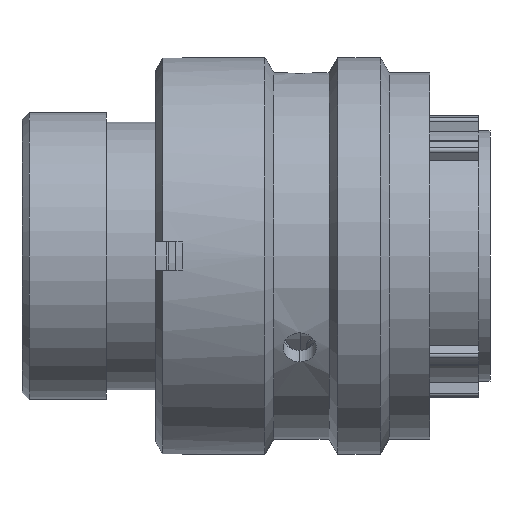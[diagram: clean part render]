
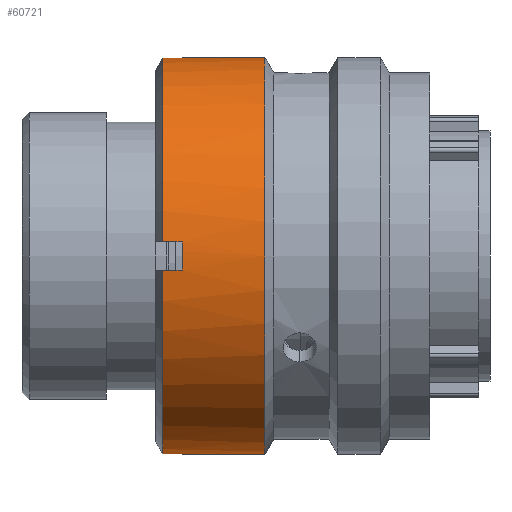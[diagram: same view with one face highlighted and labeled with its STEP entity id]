
A CAD part, front view. The second image highlights one B-rep face of the part: STEP entity #60721.
In plain terms, the highlighted cylindrical face has radius 14.15 mm (diameter 28.3 mm), a partial arc.
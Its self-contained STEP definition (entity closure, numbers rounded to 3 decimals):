
#1128 = VECTOR ( 'NONE', #13845, 1000. ) ;
#1721 = CARTESIAN_POINT ( 'NONE',  ( -1.164, 0.793, 0.413 ) ) ;
#2666 = CARTESIAN_POINT ( 'NONE',  ( 10.582, 0.793, -13.737 ) ) ;
#2816 = DIRECTION ( 'NONE',  ( 1., 0., 0. ) ) ;
#4075 = CARTESIAN_POINT ( 'NONE',  ( -7.068, -13.322, 1.413 ) ) ;
#4151 = CARTESIAN_POINT ( 'NONE',  ( 10.582, -0.207, -13.702 ) ) ;
#4626 = LINE ( 'NONE', #35645, #76835 ) ;
#4679 = DIRECTION ( 'NONE',  ( 1., 0., 0. ) ) ;
#4720 = EDGE_CURVE ( 'NONE', #65832, #5764, #7792, .T. ) ;
#5764 = VERTEX_POINT ( 'NONE', #77586 ) ;
#6224 = LINE ( 'NONE', #4151, #55424 ) ;
#7484 = CARTESIAN_POINT ( 'NONE',  ( -7.068, 0.793, 14.563 ) ) ;
#7521 = VERTEX_POINT ( 'NONE', #19507 ) ;
#7603 = VERTEX_POINT ( 'NONE', #25682 ) ;
#7792 = LINE ( 'NONE', #61400, #13818 ) ;
#7905 = ORIENTED_EDGE ( 'NONE', *, *, #19720, .T. ) ;
#8003 = AXIS2_PLACEMENT_3D ( 'NONE', #1721, #2816, #36185 ) ;
#9539 = CARTESIAN_POINT ( 'NONE',  ( -7.068, 0.793, -13.737 ) ) ;
#10285 = ORIENTED_EDGE ( 'NONE', *, *, #14547, .T. ) ;
#11000 = EDGE_CURVE ( 'NONE', #5764, #49760, #82673, .T. ) ;
#13163 = EDGE_LOOP ( 'NONE', ( #13970, #52607, #50335, #39124, #64192, #60761, #36388, #28519, #7905, #10285, #42372, #38252 ) ) ;
#13818 = VECTOR ( 'NONE', #23601, 1000. ) ;
#13845 = DIRECTION ( 'NONE',  ( 1., 0., 0. ) ) ;
#13970 = ORIENTED_EDGE ( 'NONE', *, *, #53523, .F. ) ;
#14377 = DIRECTION ( 'NONE',  ( 0., 0., -1. ) ) ;
#14547 = EDGE_CURVE ( 'NONE', #16023, #78734, #49323, .T. ) ;
#14646 = CARTESIAN_POINT ( 'NONE',  ( 10.582, 0.793, 0.413 ) ) ;
#14968 = CARTESIAN_POINT ( 'NONE',  ( -7.068, 0.793, 0.413 ) ) ;
#16023 = VERTEX_POINT ( 'NONE', #34267 ) ;
#16865 = AXIS2_PLACEMENT_3D ( 'NONE', #14646, #33193, #14377 ) ;
#17273 = EDGE_CURVE ( 'NONE', #24586, #65832, #28074, .T. ) ;
#19370 = CARTESIAN_POINT ( 'NONE',  ( -8.468, -13.322, 1.413 ) ) ;
#19507 = CARTESIAN_POINT ( 'NONE',  ( -1.164, 0.793, 14.563 ) ) ;
#19720 = EDGE_CURVE ( 'NONE', #62065, #16023, #6224, .T. ) ;
#19953 = DIRECTION ( 'NONE',  ( 0., 0., -1. ) ) ;
#19963 = EDGE_CURVE ( 'NONE', #78734, #57982, #56720, .T. ) ;
#21171 = DIRECTION ( 'NONE',  ( 0., 0., 1. ) ) ;
#21278 = EDGE_CURVE ( 'NONE', #49760, #62530, #44251, .T. ) ;
#23601 = DIRECTION ( 'NONE',  ( -1., 0., 0. ) ) ;
#24254 = DIRECTION ( 'NONE',  ( 0., 0., 1. ) ) ;
#24586 = VERTEX_POINT ( 'NONE', #7484 ) ;
#24890 = EDGE_CURVE ( 'NONE', #48783, #62065, #59423, .T. ) ;
#25682 = CARTESIAN_POINT ( 'NONE',  ( -7.068, -13.322, -0.587 ) ) ;
#26028 = VECTOR ( 'NONE', #55777, 1000. ) ;
#26983 = CARTESIAN_POINT ( 'NONE',  ( -8.468, 0.793, 0.413 ) ) ;
#28074 = CIRCLE ( 'NONE', #69238, 14.15 ) ;
#28519 = ORIENTED_EDGE ( 'NONE', *, *, #24890, .T. ) ;
#28585 = CARTESIAN_POINT ( 'NONE',  ( -1.164, 0.793, -13.737 ) ) ;
#29912 = AXIS2_PLACEMENT_3D ( 'NONE', #74421, #55419, #24254 ) ;
#31354 = CARTESIAN_POINT ( 'NONE',  ( -8.468, -0.207, -13.702 ) ) ;
#33193 = DIRECTION ( 'NONE',  ( 1., 0., 0. ) ) ;
#34267 = CARTESIAN_POINT ( 'NONE',  ( -7.068, -0.207, -13.702 ) ) ;
#35645 = CARTESIAN_POINT ( 'NONE',  ( 10.582, 0.793, 14.563 ) ) ;
#36185 = DIRECTION ( 'NONE',  ( 0., 0., -1. ) ) ;
#36388 = ORIENTED_EDGE ( 'NONE', *, *, #77685, .T. ) ;
#36741 = CARTESIAN_POINT ( 'NONE',  ( -7.068, -0.207, 14.527 ) ) ;
#37116 = AXIS2_PLACEMENT_3D ( 'NONE', #14968, #40510, #21171 ) ;
#37189 = CARTESIAN_POINT ( 'NONE',  ( 10.582, -13.322, -0.587 ) ) ;
#38252 = ORIENTED_EDGE ( 'NONE', *, *, #82020, .F. ) ;
#39124 = ORIENTED_EDGE ( 'NONE', *, *, #11000, .T. ) ;
#39620 = DIRECTION ( 'NONE',  ( 1., 0., 0. ) ) ;
#39641 = VECTOR ( 'NONE', #60153, 1000. ) ;
#40510 = DIRECTION ( 'NONE',  ( 1., 0., 0. ) ) ;
#42372 = ORIENTED_EDGE ( 'NONE', *, *, #19963, .T. ) ;
#43121 = DIRECTION ( 'NONE',  ( 1., 0., 0. ) ) ;
#44251 = LINE ( 'NONE', #52311, #1128 ) ;
#48783 = VERTEX_POINT ( 'NONE', #59059 ) ;
#49323 = CIRCLE ( 'NONE', #37116, 14.15 ) ;
#49760 = VERTEX_POINT ( 'NONE', #19370 ) ;
#50139 = AXIS2_PLACEMENT_3D ( 'NONE', #81217, #4679, #55733 ) ;
#50335 = ORIENTED_EDGE ( 'NONE', *, *, #4720, .T. ) ;
#51188 = FACE_OUTER_BOUND ( 'NONE', #13163, .T. ) ;
#51992 = CARTESIAN_POINT ( 'NONE',  ( -7.068, 0.793, 0.413 ) ) ;
#52311 = CARTESIAN_POINT ( 'NONE',  ( 10.582, -13.322, 1.413 ) ) ;
#52607 = ORIENTED_EDGE ( 'NONE', *, *, #17273, .T. ) ;
#53523 = EDGE_CURVE ( 'NONE', #24586, #7521, #4626, .T. ) ;
#54699 = DIRECTION ( 'NONE',  ( 1., 0., 0. ) ) ;
#55419 = DIRECTION ( 'NONE',  ( 1., 0., 0. ) ) ;
#55424 = VECTOR ( 'NONE', #43121, 1000. ) ;
#55733 = DIRECTION ( 'NONE',  ( 0., 0., -1. ) ) ;
#55777 = DIRECTION ( 'NONE',  ( -1., 0., 0. ) ) ;
#56720 = LINE ( 'NONE', #2666, #39641 ) ;
#57092 = CIRCLE ( 'NONE', #29912, 14.15 ) ;
#57982 = VERTEX_POINT ( 'NONE', #28585 ) ;
#59059 = CARTESIAN_POINT ( 'NONE',  ( -8.468, -13.322, -0.587 ) ) ;
#59423 = CIRCLE ( 'NONE', #76953, 14.15 ) ;
#60153 = DIRECTION ( 'NONE',  ( 1., 0., 0. ) ) ;
#60721 = ADVANCED_FACE ( 'NONE', ( #51188 ), #69179, .T. ) ;
#60761 = ORIENTED_EDGE ( 'NONE', *, *, #62527, .T. ) ;
#61400 = CARTESIAN_POINT ( 'NONE',  ( 10.582, -0.207, 14.527 ) ) ;
#62065 = VERTEX_POINT ( 'NONE', #31354 ) ;
#62527 = EDGE_CURVE ( 'NONE', #62530, #7603, #57092, .T. ) ;
#62530 = VERTEX_POINT ( 'NONE', #4075 ) ;
#64192 = ORIENTED_EDGE ( 'NONE', *, *, #21278, .T. ) ;
#65686 = DIRECTION ( 'NONE',  ( 0., 0., 1. ) ) ;
#65832 = VERTEX_POINT ( 'NONE', #36741 ) ;
#69179 = CYLINDRICAL_SURFACE ( 'NONE', #16865, 14.15 ) ;
#69238 = AXIS2_PLACEMENT_3D ( 'NONE', #51992, #39620, #65686 ) ;
#71781 = DIRECTION ( 'NONE',  ( 1., 0., 0. ) ) ;
#74421 = CARTESIAN_POINT ( 'NONE',  ( -7.068, 0.793, 0.413 ) ) ;
#74563 = CIRCLE ( 'NONE', #8003, 14.15 ) ;
#76835 = VECTOR ( 'NONE', #54699, 1000. ) ;
#76953 = AXIS2_PLACEMENT_3D ( 'NONE', #26983, #71781, #19953 ) ;
#77178 = LINE ( 'NONE', #37189, #26028 ) ;
#77586 = CARTESIAN_POINT ( 'NONE',  ( -8.468, -0.207, 14.527 ) ) ;
#77685 = EDGE_CURVE ( 'NONE', #7603, #48783, #77178, .T. ) ;
#78734 = VERTEX_POINT ( 'NONE', #9539 ) ;
#81217 = CARTESIAN_POINT ( 'NONE',  ( -8.468, 0.793, 0.413 ) ) ;
#82020 = EDGE_CURVE ( 'NONE', #7521, #57982, #74563, .T. ) ;
#82673 = CIRCLE ( 'NONE', #50139, 14.15 ) ;
